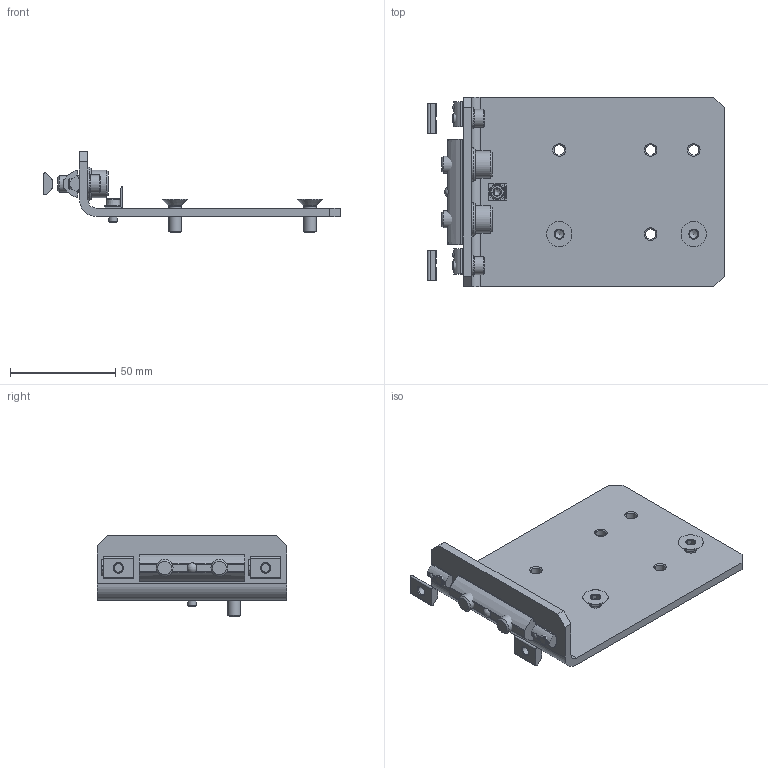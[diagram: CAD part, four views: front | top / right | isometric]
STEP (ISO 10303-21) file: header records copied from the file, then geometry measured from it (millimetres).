
FILE_DESCRIPTION(/* description */ ('STEP AP214'),/* implementation_level */ '2;1');
FILE_NAME(/* name */ '566877_HMIZW-E05_E07-DL40_63',/* time_stamp */ '2024-08-29T08:48:13+02:00',/* author */ ('License CC BY-ND 4.0'),/* organization */ ('CADENAS'),/* preprocessor_version */ 'ST-DEVELOPER v19.3',/* originating_system */ 'PARTsolutions',/* authorisation */ ' ');
FILE_SCHEMA (('AUTOMOTIVE_DESIGN {1 0 10303 214 3 1 1}'));
Length unit declared in the file: millimetre
Products named in the file (13): 566877 HMIZW-E05/07-DL40/63; 741549 HMIZW-E05/07-DL40/63_BW; Senkschraube DIN 7991 M6x16; DIN-125B-1 -5.3(F); DIN-912 - M5x10(F); 189654 HMBN-5-M5; 547264 HMBN-5-1M5; DIN-125B-1 -8.4(F); DIN-912 - M8x16(F); 652642 MUP-50/63/80; 344596 MP-42; Tooth lock washer DIN 6797 A4.3; ISO-4580 - M4x8
Assembly tree (19 placements, depth 2):
  566877 HMIZW-E05/07-DL40/63
    741549 HMIZW-E05/07-DL40/63_BW
    Senkschraube DIN 7991 M6x16  x2
    DIN-125B-1 -5.3(F)  x2
    DIN-912 - M5x10(F)  x2
    189654 HMBN-5-M5  x2
    547264 HMBN-5-1M5  x2
    DIN-125B-1 -8.4(F)  x2
    DIN-912 - M8x16(F)  x2
    652642 MUP-50/63/80
    344596 MP-42
    Tooth lock washer DIN 6797 A4.3
    ISO-4580 - M4x8
Bounding box: 141 x 90 x 38.7 mm (x, y, z)
Volume: 62526 mm3; surface area: 37795.1 mm2
Topology: 19 solids, 19 shells, 418 faces, 1008 edges, 622 vertices
Faces by surface type: plane 195, cylinder 130, cone 86, torus 4, sphere 3
Full cylindrical faces by diameter (mm): 1.65 x1, 3.571 x1, 3.7 x1, 4 x1, 4.134 x4, 4.3 x1, 4.4 x1, 4.917 x6, 5 x2, 5.3 x2, 5.5 x2, 6 x2, 6.647 x2, 8 x2, 8.4 x2, 8.5 x2, 9 x2, 10 x2, 12 x2, 13 x2, 16 x2
Entity records: 8674 total; most frequent: CARTESIAN_POINT 1742, DIRECTION 1386, ORIENTED_EDGE 1262, EDGE_CURVE 631, AXIS2_PLACEMENT_3D 540, VERTEX_POINT 436, FACE_BOUND 399, EDGE_LOOP 396
